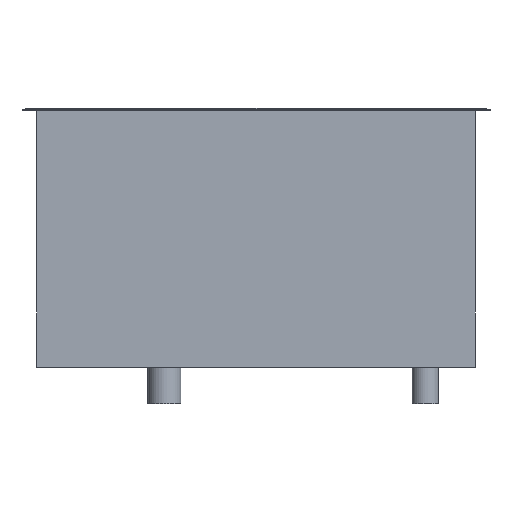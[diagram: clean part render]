
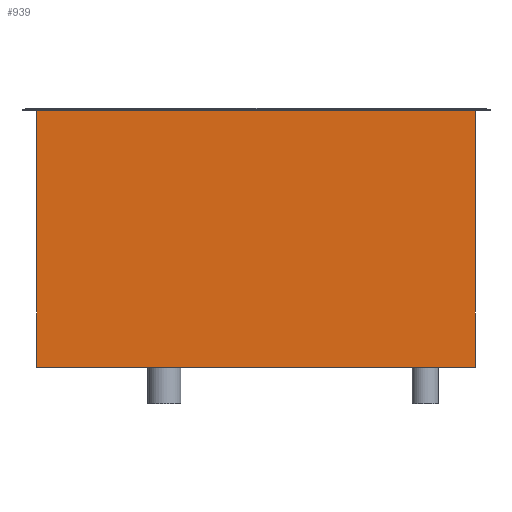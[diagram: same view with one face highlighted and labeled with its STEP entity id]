
A CAD part, left-side view. The second image highlights one B-rep face of the part: STEP entity #939.
In plain terms, the highlighted planar face has unit normal (-1, 0, 0).
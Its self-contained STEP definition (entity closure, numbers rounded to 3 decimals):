
#65=FACE_OUTER_BOUND('',#127,.T.);
#127=EDGE_LOOP('',(#725,#726,#727,#728));
#162=LINE('',#1323,#280);
#165=LINE('',#1337,#283);
#199=LINE('',#1416,#317);
#201=LINE('',#1419,#319);
#280=VECTOR('',#1069,10.);
#283=VECTOR('',#1082,10.);
#317=VECTOR('',#1150,10.);
#319=VECTOR('',#1154,10.);
#396=VERTEX_POINT('',#1317);
#398=VERTEX_POINT('',#1321);
#404=VERTEX_POINT('',#1335);
#432=VERTEX_POINT('',#1414);
#482=EDGE_CURVE('',#396,#398,#162,.T.);
#489=EDGE_CURVE('',#398,#404,#165,.T.);
#527=EDGE_CURVE('',#432,#404,#199,.T.);
#529=EDGE_CURVE('',#396,#432,#201,.T.);
#725=ORIENTED_EDGE('',*,*,#482,.T.);
#726=ORIENTED_EDGE('',*,*,#489,.T.);
#727=ORIENTED_EDGE('',*,*,#527,.F.);
#728=ORIENTED_EDGE('',*,*,#529,.F.);
#881=PLANE('',#1030);
#939=ADVANCED_FACE('',(#65),#881,.T.);
#1030=AXIS2_PLACEMENT_3D('',#1451,#1190,#1191);
#1069=DIRECTION('',(0.,-1.,0.));
#1082=DIRECTION('',(0.,0.,1.));
#1150=DIRECTION('',(0.,-1.,0.));
#1154=DIRECTION('',(0.,0.,1.));
#1190=DIRECTION('center_axis',(-1.,0.,0.));
#1191=DIRECTION('ref_axis',(0.,-1.,0.));
#1317=CARTESIAN_POINT('',(-525.,330.,0.));
#1321=CARTESIAN_POINT('',(-525.,-330.,0.));
#1323=CARTESIAN_POINT('',(-525.,330.,0.));
#1335=CARTESIAN_POINT('',(-525.,-330.,387.));
#1337=CARTESIAN_POINT('',(-525.,-330.,0.));
#1414=CARTESIAN_POINT('',(-525.,330.,387.));
#1416=CARTESIAN_POINT('',(-525.,330.,387.));
#1419=CARTESIAN_POINT('',(-525.,330.,0.));
#1451=CARTESIAN_POINT('Origin',(-525.,330.,0.));
